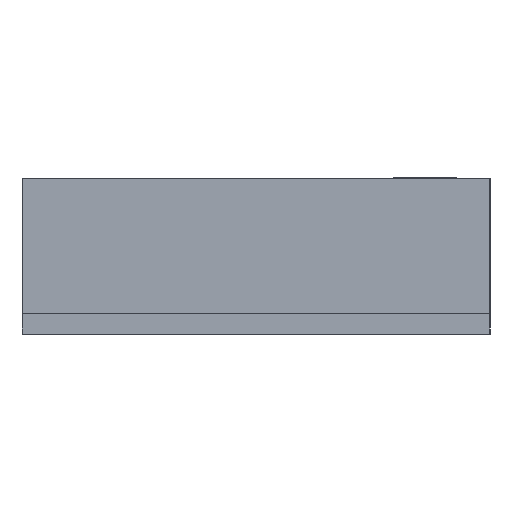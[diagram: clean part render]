
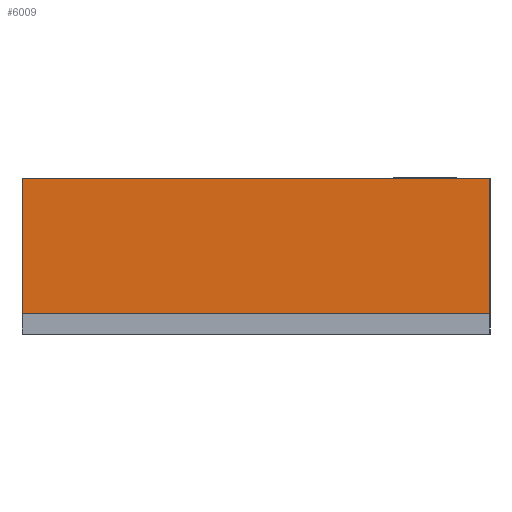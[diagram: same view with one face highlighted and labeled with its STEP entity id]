
A CAD part, left-side view. The second image highlights one B-rep face of the part: STEP entity #6009.
In plain terms, the highlighted planar face has unit normal (-1, 0, 0).
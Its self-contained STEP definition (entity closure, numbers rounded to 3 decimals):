
#990 = ORIENTED_EDGE ( 'NONE', *, *, #10474, .F. ) ;
#1307 = VERTEX_POINT ( 'NONE', #7352 ) ;
#1612 = EDGE_CURVE ( 'NONE', #10993, #8624, #11417, .T. ) ;
#2460 = VECTOR ( 'NONE', #8359, 1000. ) ;
#2711 = LINE ( 'NONE', #12050, #2460 ) ;
#2922 = VECTOR ( 'NONE', #3367, 1000. ) ;
#3230 = EDGE_CURVE ( 'NONE', #8624, #1307, #14857, .T. ) ;
#3236 = VECTOR ( 'NONE', #13720, 1000. ) ;
#3367 = DIRECTION ( 'NONE',  ( 0., 0., -1. ) ) ;
#3917 = CARTESIAN_POINT ( 'NONE',  ( -2.25, -1.5, 1. ) ) ;
#5348 = VERTEX_POINT ( 'NONE', #3917 ) ;
#5387 = CARTESIAN_POINT ( 'NONE',  ( -2.25, 1.5, 0.13 ) ) ;
#5573 = ORIENTED_EDGE ( 'NONE', *, *, #6200, .F. ) ;
#5668 = AXIS2_PLACEMENT_3D ( 'NONE', #6458, #14500, #11087 ) ;
#6009 = ADVANCED_FACE ( 'NONE', ( #10799 ), #14280, .F. ) ;
#6200 = EDGE_CURVE ( 'NONE', #5348, #1307, #2711, .T. ) ;
#6458 = CARTESIAN_POINT ( 'NONE',  ( -2.25, 1.5, 1. ) ) ;
#7352 = CARTESIAN_POINT ( 'NONE',  ( -2.25, -1.5, 0.13 ) ) ;
#8097 = LINE ( 'NONE', #8322, #11545 ) ;
#8215 = ORIENTED_EDGE ( 'NONE', *, *, #3230, .T. ) ;
#8322 = CARTESIAN_POINT ( 'NONE',  ( -2.25, 1.5, 1. ) ) ;
#8359 = DIRECTION ( 'NONE',  ( 0., 0., -1. ) ) ;
#8624 = VERTEX_POINT ( 'NONE', #13697 ) ;
#9129 = CARTESIAN_POINT ( 'NONE',  ( -2.25, 1.5, 1. ) ) ;
#9417 = EDGE_LOOP ( 'NONE', ( #8215, #5573, #990, #11487 ) ) ;
#10474 = EDGE_CURVE ( 'NONE', #10993, #5348, #8097, .T. ) ;
#10799 = FACE_OUTER_BOUND ( 'NONE', #9417, .T. ) ;
#10993 = VERTEX_POINT ( 'NONE', #9129 ) ;
#11087 = DIRECTION ( 'NONE',  ( 0., 0., -1. ) ) ;
#11417 = LINE ( 'NONE', #12331, #2922 ) ;
#11487 = ORIENTED_EDGE ( 'NONE', *, *, #1612, .T. ) ;
#11545 = VECTOR ( 'NONE', #12782, 1000. ) ;
#12050 = CARTESIAN_POINT ( 'NONE',  ( -2.25, -1.5, 1. ) ) ;
#12331 = CARTESIAN_POINT ( 'NONE',  ( -2.25, 1.5, 1. ) ) ;
#12782 = DIRECTION ( 'NONE',  ( 0., -1., 0. ) ) ;
#13697 = CARTESIAN_POINT ( 'NONE',  ( -2.25, 1.5, 0.13 ) ) ;
#13720 = DIRECTION ( 'NONE',  ( 0., -1., 0. ) ) ;
#14280 = PLANE ( 'NONE',  #5668 ) ;
#14500 = DIRECTION ( 'NONE',  ( 1., 0., 0. ) ) ;
#14857 = LINE ( 'NONE', #5387, #3236 ) ;
